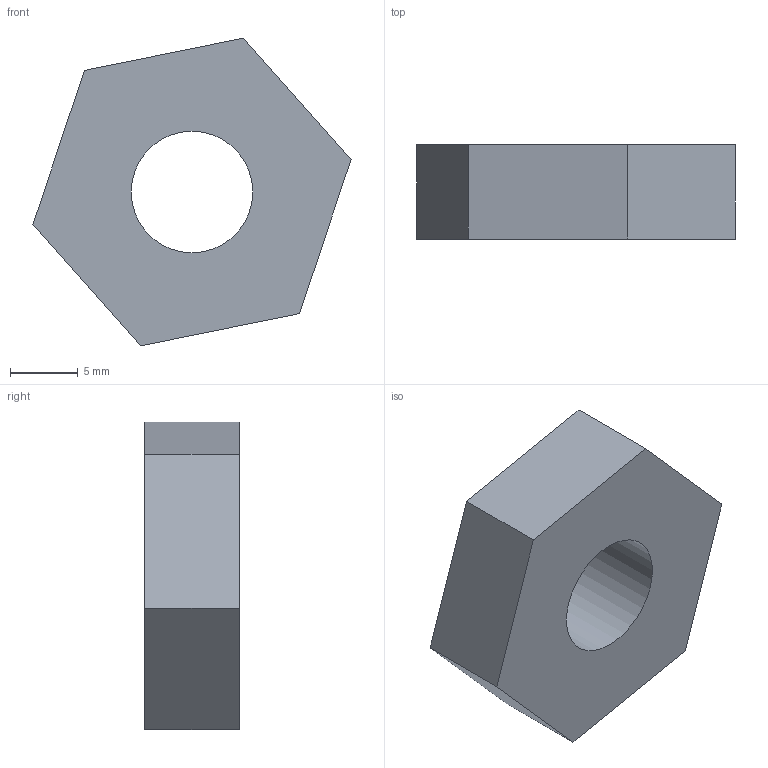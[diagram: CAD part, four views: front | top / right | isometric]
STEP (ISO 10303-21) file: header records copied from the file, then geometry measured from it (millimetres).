
FILE_DESCRIPTION(('HOOPS Exchange Step'),'2;1');
FILE_NAME('9 mm nut.step','2019-02-19T19:11:13+00:00',('SYSTEM'),('Unknown organisation'),'HOOPS Exchange 10.0','HOOPS Exchange','Unknown authorisation');
FILE_SCHEMA( ('AP203_CONFIGURATION_CONTROLLED_3D_DESIGN_OF_MECHANICAL_PARTS_AND_ASSEMBLIES_MIM_LF') );
Length unit declared in the file: millimetre
Products named in the file (2): Default; 9 mm nut
Assembly tree (1 placements, depth 2):
  9 mm nut
    Default
Bounding box: 23.55 x 7 x 22.79 mm (x, y, z)
Volume: 2179.9 mm3; surface area: 1325.4 mm2
Topology: 1 solids, 1 shells, 9 faces, 21 edges, 14 vertices
Faces by surface type: plane 8, cylinder 1
Full cylindrical faces by diameter (mm): 9 x1
Entity records: 324 total; most frequent: CARTESIAN_POINT 47, DIRECTION 47, ORIENTED_EDGE 42, EDGE_CURVE 21, VECTOR 19, LINE 19, AXIS2_PLACEMENT_3D 14, VERTEX_POINT 14
